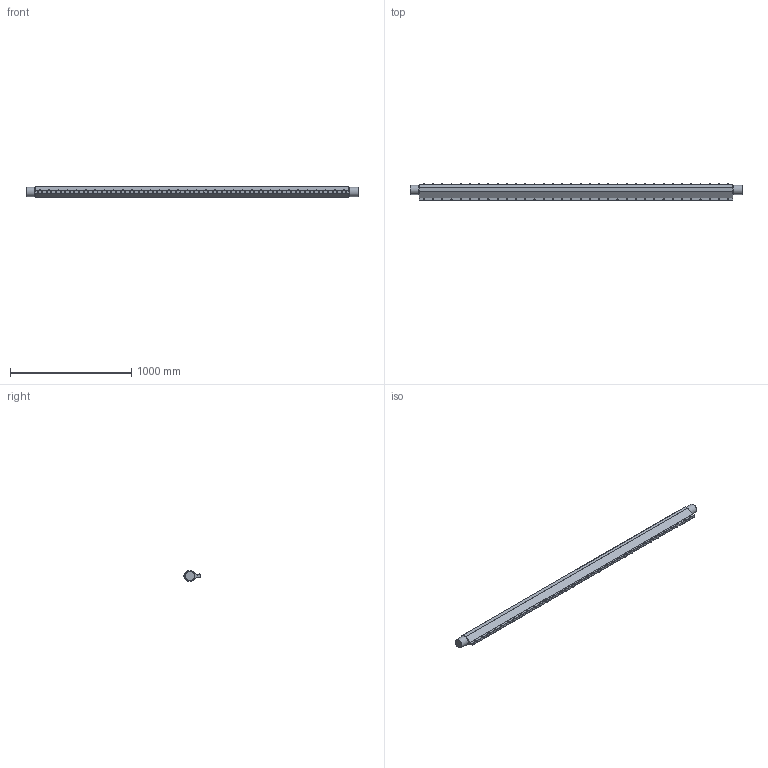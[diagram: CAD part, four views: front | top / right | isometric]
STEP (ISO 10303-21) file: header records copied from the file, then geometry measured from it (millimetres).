
FILE_DESCRIPTION(/* description */ (''),/* implementation_level */ '2;1');
FILE_NAME(/* name */ 'MAT2S08125102_A.stp',/* time_stamp */ '2020-09-15T15:47:16-04:00',/* author */ ('James'),/* organization */ (''),/* preprocessor_version */ 'ST-DEVELOPER v16.5',/* originating_system */ 'Autodesk Inventor 2017',/* authorisation */ '');
FILE_SCHEMA (('AUTOMOTIVE_DESIGN { 1 0 10303 214 3 1 1 }'));
Products named in the file (1): MAT2S08125102_A
Bounding box: 2743.71 x 133.88 x 88.9 mm (x, y, z)
Volume: 20698742.9 mm3; surface area: 1009361.5 mm2
Topology: 8 solids, 8 shells, 2479 faces, 5540 edges, 3479 vertices
Faces by surface type: plane 1228, cone 648, cylinder 433, bspline 136, sphere 34
Full cylindrical faces by diameter (mm): 7.6 x68, 7.95 x68, 10 x68, 10.5 x34, 12 x34, 76.2 x2
Entity records: 216096 total; most frequent: CARTESIAN_POINT 166897, DIRECTION 10133, ORIENTED_EDGE 10044, EDGE_CURVE 5022, AXIS2_PLACEMENT_3D 4399, VERTEX_POINT 3271, EDGE_LOOP 3193, ADVANCED_FACE 2479
